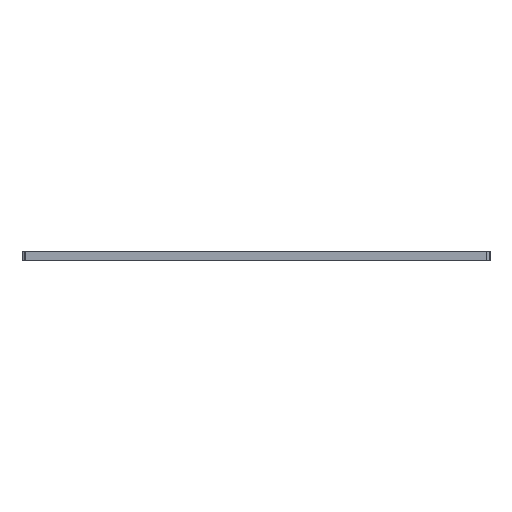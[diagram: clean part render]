
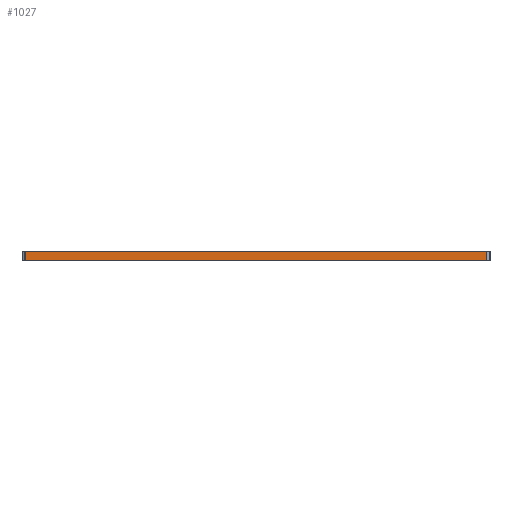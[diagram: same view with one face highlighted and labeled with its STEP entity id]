
A CAD part, left-side view. The second image highlights one B-rep face of the part: STEP entity #1027.
In plain terms, the highlighted planar face has unit normal (-1, 0, 0).
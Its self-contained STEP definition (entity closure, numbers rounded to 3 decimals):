
#1000 = VERTEX_POINT('',#1001);
#1001 = CARTESIAN_POINT('',(17.463,-100.306,1.6));
#1008 = EDGE_CURVE('',#1009,#1000,#1011,.T.);
#1009 = VERTEX_POINT('',#1010);
#1010 = CARTESIAN_POINT('',(17.463,-100.306,0.));
#1011 = LINE('',#1012,#1013);
#1012 = CARTESIAN_POINT('',(17.463,-100.306,0.));
#1013 = VECTOR('',#1014,1.);
#1014 = DIRECTION('',(0.,0.,1.));
#1027 = ADVANCED_FACE('',(#1028),#1053,.T.);
#1028 = FACE_BOUND('',#1029,.T.);
#1029 = EDGE_LOOP('',(#1030,#1031,#1039,#1047));
#1030 = ORIENTED_EDGE('',*,*,#1008,.T.);
#1031 = ORIENTED_EDGE('',*,*,#1032,.T.);
#1032 = EDGE_CURVE('',#1000,#1033,#1035,.T.);
#1033 = VERTEX_POINT('',#1034);
#1034 = CARTESIAN_POINT('',(17.463,-25.106,1.6));
#1035 = LINE('',#1036,#1037);
#1036 = CARTESIAN_POINT('',(17.463,-100.306,1.6));
#1037 = VECTOR('',#1038,1.);
#1038 = DIRECTION('',(0.,1.,0.));
#1039 = ORIENTED_EDGE('',*,*,#1040,.F.);
#1040 = EDGE_CURVE('',#1041,#1033,#1043,.T.);
#1041 = VERTEX_POINT('',#1042);
#1042 = CARTESIAN_POINT('',(17.463,-25.106,0.));
#1043 = LINE('',#1044,#1045);
#1044 = CARTESIAN_POINT('',(17.463,-25.106,0.));
#1045 = VECTOR('',#1046,1.);
#1046 = DIRECTION('',(0.,0.,1.));
#1047 = ORIENTED_EDGE('',*,*,#1048,.F.);
#1048 = EDGE_CURVE('',#1009,#1041,#1049,.T.);
#1049 = LINE('',#1050,#1051);
#1050 = CARTESIAN_POINT('',(17.463,-100.306,0.));
#1051 = VECTOR('',#1052,1.);
#1052 = DIRECTION('',(0.,1.,0.));
#1053 = PLANE('',#1054);
#1054 = AXIS2_PLACEMENT_3D('',#1055,#1056,#1057);
#1055 = CARTESIAN_POINT('',(17.463,-100.306,0.));
#1056 = DIRECTION('',(-1.,0.,0.));
#1057 = DIRECTION('',(0.,1.,0.));
